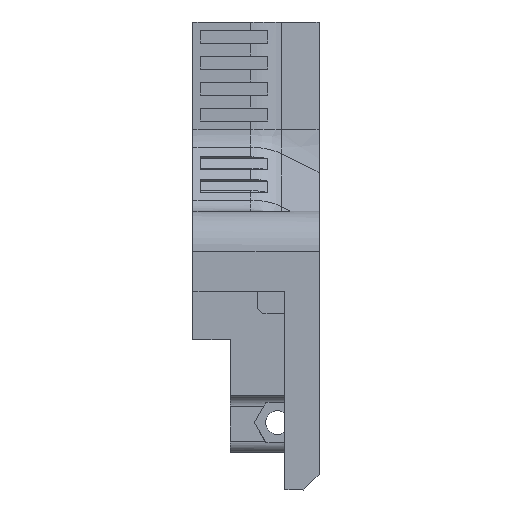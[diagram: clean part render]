
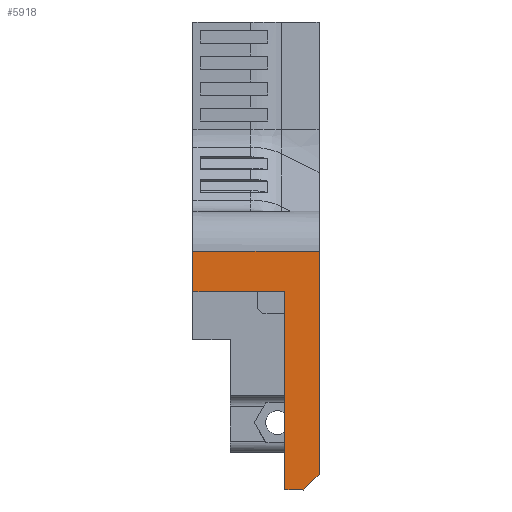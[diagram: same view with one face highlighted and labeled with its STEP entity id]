
A CAD part, front view. The second image highlights one B-rep face of the part: STEP entity #5918.
In plain terms, the highlighted planar face has unit normal (0, -1, 0).
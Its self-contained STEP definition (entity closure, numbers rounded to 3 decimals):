
#160=PLANE('',#6283);
#415=FACE_OUTER_BOUND('',#750,.T.);
#750=EDGE_LOOP('',(#4209,#4210,#4211,#4212,#4213,#4214,#4215));
#1125=LINE('',#8363,#1833);
#1127=LINE('',#8367,#1835);
#1139=LINE('',#8413,#1847);
#1154=LINE('',#8462,#1862);
#1155=LINE('',#8464,#1863);
#1156=LINE('',#8466,#1864);
#1157=LINE('',#8467,#1865);
#1833=VECTOR('',#6766,10.);
#1835=VECTOR('',#6770,10.);
#1847=VECTOR('',#6796,10.);
#1862=VECTOR('',#6831,10.);
#1863=VECTOR('',#6832,10.);
#1864=VECTOR('',#6833,10.);
#1865=VECTOR('',#6834,10.);
#2655=VERTEX_POINT('',#8360);
#2656=VERTEX_POINT('',#8362);
#2657=VERTEX_POINT('',#8366);
#2674=VERTEX_POINT('',#8411);
#2698=VERTEX_POINT('',#8461);
#2699=VERTEX_POINT('',#8463);
#2700=VERTEX_POINT('',#8465);
#3249=EDGE_CURVE('',#2655,#2656,#1125,.T.);
#3251=EDGE_CURVE('',#2657,#2656,#1127,.T.);
#3270=EDGE_CURVE('',#2655,#2674,#1139,.T.);
#3294=EDGE_CURVE('',#2698,#2674,#1154,.T.);
#3295=EDGE_CURVE('',#2698,#2699,#1155,.T.);
#3296=EDGE_CURVE('',#2699,#2700,#1156,.T.);
#3297=EDGE_CURVE('',#2657,#2700,#1157,.T.);
#4209=ORIENTED_EDGE('',*,*,#3249,.F.);
#4210=ORIENTED_EDGE('',*,*,#3270,.T.);
#4211=ORIENTED_EDGE('',*,*,#3294,.F.);
#4212=ORIENTED_EDGE('',*,*,#3295,.T.);
#4213=ORIENTED_EDGE('',*,*,#3296,.T.);
#4214=ORIENTED_EDGE('',*,*,#3297,.F.);
#4215=ORIENTED_EDGE('',*,*,#3251,.T.);
#5918=ADVANCED_FACE('',(#415),#160,.T.);
#6283=AXIS2_PLACEMENT_3D('',#8460,#6829,#6830);
#6766=DIRECTION('',(-0.707,0.,-0.707));
#6770=DIRECTION('',(1.,0.,0.));
#6796=DIRECTION('',(0.,0.,1.));
#6829=DIRECTION('center_axis',(0.,-1.,0.));
#6830=DIRECTION('ref_axis',(0.,0.,1.));
#6831=DIRECTION('',(1.,0.,0.));
#6832=DIRECTION('',(0.,0.,-1.));
#6833=DIRECTION('',(1.,0.,0.));
#6834=DIRECTION('',(0.,0.,1.));
#8360=CARTESIAN_POINT('',(17.5,-109.943,-48.74));
#8362=CARTESIAN_POINT('',(15.379,-109.943,-50.861));
#8363=CARTESIAN_POINT('',(21.671,-109.943,-44.569));
#8366=CARTESIAN_POINT('',(12.75,-109.943,-50.861));
#8367=CARTESIAN_POINT('',(17.5,-109.943,-50.861));
#8411=CARTESIAN_POINT('',(17.5,-109.943,-17.747));
#8413=CARTESIAN_POINT('',(17.5,-109.943,-23.464));
#8460=CARTESIAN_POINT('Origin',(17.5,-109.943,-29.936));
#8461=CARTESIAN_POINT('',(0.,-109.943,-17.747));
#8462=CARTESIAN_POINT('',(17.5,-109.943,-17.747));
#8463=CARTESIAN_POINT('',(0.,-109.943,-23.361));
#8464=CARTESIAN_POINT('',(0.,-109.943,-19.105));
#8465=CARTESIAN_POINT('',(12.75,-109.943,-23.361));
#8466=CARTESIAN_POINT('',(8.75,-109.943,-23.361));
#8467=CARTESIAN_POINT('',(12.75,-109.943,-33.523));
